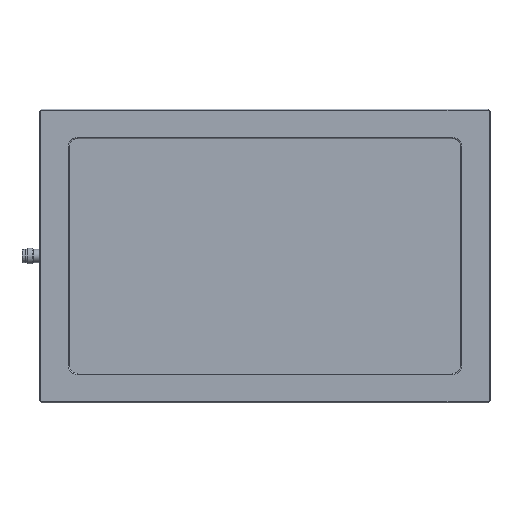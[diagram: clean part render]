
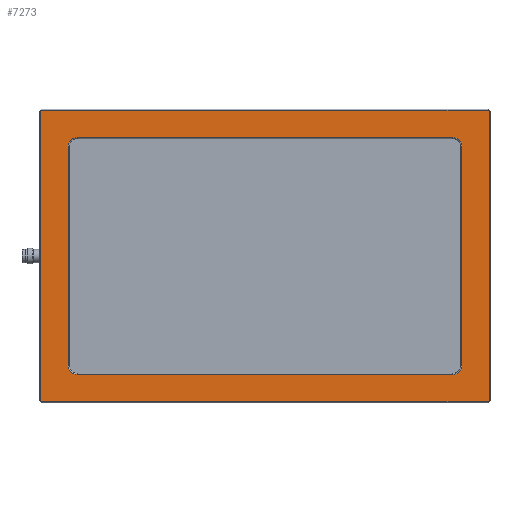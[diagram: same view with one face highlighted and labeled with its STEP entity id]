
A CAD part, front view. The second image highlights one B-rep face of the part: STEP entity #7273.
In plain terms, the highlighted planar face has unit normal (0, -1, 0).
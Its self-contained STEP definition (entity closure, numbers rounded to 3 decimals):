
#174=CIRCLE('',#8466,4.5);
#175=CIRCLE('',#8467,4.5);
#176=CIRCLE('',#8468,4.5);
#177=CIRCLE('',#8469,4.5);
#1799=ORIENTED_EDGE('',*,*,#2954,.T.);
#1800=ORIENTED_EDGE('',*,*,#2955,.T.);
#1801=ORIENTED_EDGE('',*,*,#2956,.T.);
#1802=ORIENTED_EDGE('',*,*,#2957,.T.);
#1803=ORIENTED_EDGE('',*,*,#2958,.T.);
#1804=ORIENTED_EDGE('',*,*,#2959,.T.);
#1805=ORIENTED_EDGE('',*,*,#2960,.T.);
#1806=ORIENTED_EDGE('',*,*,#2961,.T.);
#1807=ORIENTED_EDGE('',*,*,#2962,.T.);
#1808=ORIENTED_EDGE('',*,*,#2963,.T.);
#1809=ORIENTED_EDGE('',*,*,#2964,.T.);
#1810=ORIENTED_EDGE('',*,*,#2965,.T.);
#2954=EDGE_CURVE('',#3689,#3690,#174,.F.);
#2955=EDGE_CURVE('',#3690,#3691,#4589,.T.);
#2956=EDGE_CURVE('',#3691,#3692,#175,.F.);
#2957=EDGE_CURVE('',#3692,#3693,#4590,.T.);
#2958=EDGE_CURVE('',#3693,#3694,#176,.F.);
#2959=EDGE_CURVE('',#3694,#3695,#4591,.T.);
#2960=EDGE_CURVE('',#3695,#3696,#177,.F.);
#2961=EDGE_CURVE('',#3696,#3689,#4592,.T.);
#2962=EDGE_CURVE('',#3697,#3698,#4593,.T.);
#2963=EDGE_CURVE('',#3698,#3699,#4594,.T.);
#2964=EDGE_CURVE('',#3699,#3700,#4595,.T.);
#2965=EDGE_CURVE('',#3700,#3697,#4596,.T.);
#3689=VERTEX_POINT('',#12427);
#3690=VERTEX_POINT('',#12428);
#3691=VERTEX_POINT('',#12430);
#3692=VERTEX_POINT('',#12432);
#3693=VERTEX_POINT('',#12434);
#3694=VERTEX_POINT('',#12436);
#3695=VERTEX_POINT('',#12438);
#3696=VERTEX_POINT('',#12440);
#3697=VERTEX_POINT('',#12443);
#3698=VERTEX_POINT('',#12444);
#3699=VERTEX_POINT('',#12446);
#3700=VERTEX_POINT('',#12448);
#4589=LINE('',#12429,#5448);
#4590=LINE('',#12433,#5449);
#4591=LINE('',#12437,#5450);
#4592=LINE('',#12441,#5451);
#4593=LINE('',#12442,#5452);
#4594=LINE('',#12445,#5453);
#4595=LINE('',#12447,#5454);
#4596=LINE('',#12449,#5455);
#5448=VECTOR('',#10270,1000.);
#5449=VECTOR('',#10273,1000.);
#5450=VECTOR('',#10276,1000.);
#5451=VECTOR('',#10279,1000.);
#5452=VECTOR('',#10280,1000.);
#5453=VECTOR('',#10281,1000.);
#5454=VECTOR('',#10282,1000.);
#5455=VECTOR('',#10283,1000.);
#5954=EDGE_LOOP('',(#1799,#1800,#1801,#1802,#1803,#1804,#1805,#1806));
#5955=EDGE_LOOP('',(#1807,#1808,#1809,#1810));
#6478=FACE_BOUND('',#5954,.T.);
#6479=FACE_BOUND('',#5955,.T.);
#6896=PLANE('',#8465);
#7273=ADVANCED_FACE('',(#6478,#6479),#6896,.T.);
#8465=AXIS2_PLACEMENT_3D('',#12425,#10266,#10267);
#8466=AXIS2_PLACEMENT_3D('',#12426,#10268,#10269);
#8467=AXIS2_PLACEMENT_3D('',#12431,#10271,#10272);
#8468=AXIS2_PLACEMENT_3D('',#12435,#10274,#10275);
#8469=AXIS2_PLACEMENT_3D('',#12439,#10277,#10278);
#10266=DIRECTION('',(0.,-1.,0.));
#10267=DIRECTION('',(0.,0.,-1.));
#10268=DIRECTION('',(0.,-1.,0.));
#10269=DIRECTION('',(0.,0.,-1.));
#10270=DIRECTION('',(0.,0.,-1.));
#10271=DIRECTION('',(0.,-1.,0.));
#10272=DIRECTION('',(0.,0.,-1.));
#10273=DIRECTION('',(-1.,0.,0.));
#10274=DIRECTION('',(0.,-1.,0.));
#10275=DIRECTION('',(0.,0.,-1.));
#10276=DIRECTION('',(0.,0.,1.));
#10277=DIRECTION('',(0.,-1.,0.));
#10278=DIRECTION('',(0.,0.,-1.));
#10279=DIRECTION('',(1.,0.,0.));
#10280=DIRECTION('',(0.,0.,-1.));
#10281=DIRECTION('',(1.,0.,0.));
#10282=DIRECTION('',(0.,0.,1.));
#10283=DIRECTION('',(-1.,0.,0.));
#12425=CARTESIAN_POINT('',(-115.,0.,75.));
#12426=CARTESIAN_POINT('',(96.,0.,56.));
#12427=CARTESIAN_POINT('',(96.,0.,60.5));
#12428=CARTESIAN_POINT('',(100.5,0.,56.));
#12429=CARTESIAN_POINT('',(100.5,0.,75.));
#12430=CARTESIAN_POINT('',(100.5,0.,-56.));
#12431=CARTESIAN_POINT('',(96.,0.,-56.));
#12432=CARTESIAN_POINT('',(96.,0.,-60.5));
#12433=CARTESIAN_POINT('',(-115.,0.,-60.5));
#12434=CARTESIAN_POINT('',(-96.,0.,-60.5));
#12435=CARTESIAN_POINT('',(-96.,0.,-56.));
#12436=CARTESIAN_POINT('',(-100.5,0.,-56.));
#12437=CARTESIAN_POINT('',(-100.5,0.,75.));
#12438=CARTESIAN_POINT('',(-100.5,0.,56.));
#12439=CARTESIAN_POINT('',(-96.,0.,56.));
#12440=CARTESIAN_POINT('',(-96.,0.,60.5));
#12441=CARTESIAN_POINT('',(-115.,0.,60.5));
#12442=CARTESIAN_POINT('',(-114.5,0.,75.));
#12443=CARTESIAN_POINT('',(-114.5,0.,74.5));
#12444=CARTESIAN_POINT('',(-114.5,0.,-74.5));
#12445=CARTESIAN_POINT('',(-115.,0.,-74.5));
#12446=CARTESIAN_POINT('',(114.5,0.,-74.5));
#12447=CARTESIAN_POINT('',(114.5,0.,75.));
#12448=CARTESIAN_POINT('',(114.5,0.,74.5));
#12449=CARTESIAN_POINT('',(-115.,0.,74.5));
